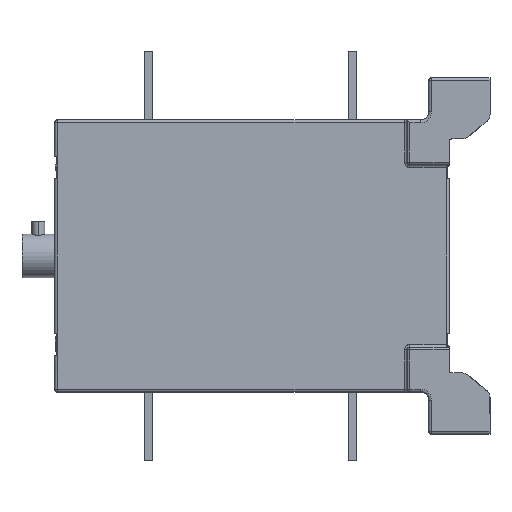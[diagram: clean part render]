
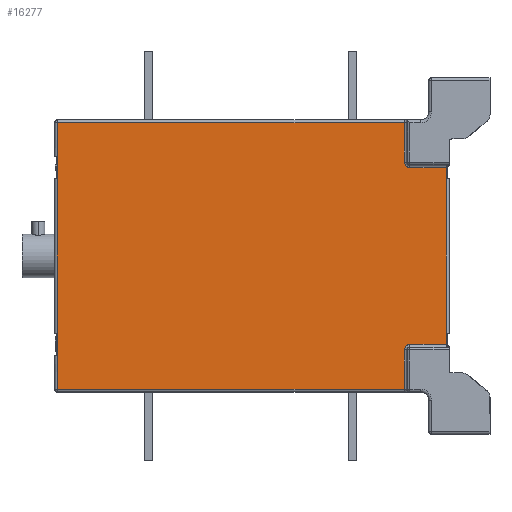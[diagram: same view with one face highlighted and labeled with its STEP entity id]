
A CAD part, left-side view. The second image highlights one B-rep face of the part: STEP entity #16277.
In plain terms, the highlighted planar face has unit normal (-1, 0, 0).
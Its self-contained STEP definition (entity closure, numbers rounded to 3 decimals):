
#222 = LINE ( 'NONE', #3261, #20619 ) ;
#532 = ORIENTED_EDGE ( 'NONE', *, *, #25918, .T. ) ;
#733 = DIRECTION ( 'NONE',  ( -1., 0., 0. ) ) ;
#767 = VERTEX_POINT ( 'NONE', #30094 ) ;
#1091 = EDGE_CURVE ( 'NONE', #29339, #8883, #23001, .T. ) ;
#1935 = ORIENTED_EDGE ( 'NONE', *, *, #4867, .T. ) ;
#2760 = ORIENTED_EDGE ( 'NONE', *, *, #1091, .T. ) ;
#3261 = CARTESIAN_POINT ( 'NONE',  ( -80., 15.5, 32.5 ) ) ;
#3997 = VECTOR ( 'NONE', #36808, 1000. ) ;
#4624 = CIRCLE ( 'NONE', #10710, 2. ) ;
#4867 = EDGE_CURVE ( 'NONE', #767, #34163, #33234, .T. ) ;
#7309 = EDGE_CURVE ( 'NONE', #39731, #14569, #40527, .T. ) ;
#7866 = VECTOR ( 'NONE', #8731, 1000. ) ;
#8531 = CARTESIAN_POINT ( 'NONE',  ( -80., 145., -49. ) ) ;
#8541 = CARTESIAN_POINT ( 'NONE',  ( -80., 144., 50. ) ) ;
#8731 = DIRECTION ( 'NONE',  ( 0., 0., 1. ) ) ;
#8883 = VERTEX_POINT ( 'NONE', #33869 ) ;
#10095 = DIRECTION ( 'NONE',  ( 1., 0., 0. ) ) ;
#10213 = CARTESIAN_POINT ( 'NONE',  ( -80., 1., 32.5 ) ) ;
#10312 = ORIENTED_EDGE ( 'NONE', *, *, #11959, .T. ) ;
#10710 = AXIS2_PLACEMENT_3D ( 'NONE', #19325, #733, #39384 ) ;
#10889 = CARTESIAN_POINT ( 'NONE',  ( -80., 144., -49. ) ) ;
#11177 = EDGE_CURVE ( 'NONE', #14569, #20972, #34422, .T. ) ;
#11663 = CARTESIAN_POINT ( 'NONE',  ( -80., 1., 49. ) ) ;
#11959 = EDGE_CURVE ( 'NONE', #21237, #29339, #19884, .T. ) ;
#12295 = CARTESIAN_POINT ( 'NONE',  ( -80., 14.5, 32.5 ) ) ;
#12818 = ORIENTED_EDGE ( 'NONE', *, *, #7309, .T. ) ;
#13909 = CARTESIAN_POINT ( 'NONE',  ( -80., 16.5, -49. ) ) ;
#14300 = CARTESIAN_POINT ( 'NONE',  ( -80., 145., 50. ) ) ;
#14436 = CARTESIAN_POINT ( 'NONE',  ( -80., 16.5, 49. ) ) ;
#14569 = VERTEX_POINT ( 'NONE', #13909 ) ;
#15182 = EDGE_CURVE ( 'NONE', #21237, #38633, #31723, .T. ) ;
#16277 = ADVANCED_FACE ( 'NONE', ( #30419 ), #22744, .F. ) ;
#16373 = DIRECTION ( 'NONE',  ( -1., 0., 0. ) ) ;
#16771 = CARTESIAN_POINT ( 'NONE',  ( -80., 14.5, -32.5 ) ) ;
#17606 = VECTOR ( 'NONE', #27288, 1000. ) ;
#17695 = VERTEX_POINT ( 'NONE', #16771 ) ;
#18065 = CARTESIAN_POINT ( 'NONE',  ( -80., 145., 49. ) ) ;
#18586 = ORIENTED_EDGE ( 'NONE', *, *, #15182, .F. ) ;
#19146 = CARTESIAN_POINT ( 'NONE',  ( -80., 16.5, -34.5 ) ) ;
#19325 = CARTESIAN_POINT ( 'NONE',  ( -80., 14.5, -34.5 ) ) ;
#19884 = LINE ( 'NONE', #14436, #3997 ) ;
#20032 = CARTESIAN_POINT ( 'NONE',  ( -80., 16.5, 34.5 ) ) ;
#20619 = VECTOR ( 'NONE', #25479, 1000. ) ;
#20972 = VERTEX_POINT ( 'NONE', #19146 ) ;
#21030 = LINE ( 'NONE', #22646, #28979 ) ;
#21032 = DIRECTION ( 'NONE',  ( 0., 0., -1. ) ) ;
#21237 = VERTEX_POINT ( 'NONE', #20032 ) ;
#21640 = EDGE_CURVE ( 'NONE', #17695, #767, #21030, .T. ) ;
#22218 = DIRECTION ( 'NONE',  ( 0., 0., -1. ) ) ;
#22646 = CARTESIAN_POINT ( 'NONE',  ( -80., 1., -32.5 ) ) ;
#22744 = PLANE ( 'NONE',  #37365 ) ;
#23001 = LINE ( 'NONE', #18065, #35946 ) ;
#23930 = ORIENTED_EDGE ( 'NONE', *, *, #11177, .T. ) ;
#24653 = ORIENTED_EDGE ( 'NONE', *, *, #24856, .T. ) ;
#24856 = EDGE_CURVE ( 'NONE', #8883, #39731, #36726, .T. ) ;
#25479 = DIRECTION ( 'NONE',  ( 0., 1., 0. ) ) ;
#25918 = EDGE_CURVE ( 'NONE', #34163, #38633, #222, .T. ) ;
#26303 = VECTOR ( 'NONE', #21032, 1000. ) ;
#26969 = EDGE_CURVE ( 'NONE', #17695, #20972, #4624, .T. ) ;
#27288 = DIRECTION ( 'NONE',  ( 0., -1., 0. ) ) ;
#28631 = CARTESIAN_POINT ( 'NONE',  ( -80., 14.5, 34.5 ) ) ;
#28979 = VECTOR ( 'NONE', #35301, 1000. ) ;
#29334 = EDGE_LOOP ( 'NONE', ( #18586, #10312, #2760, #24653, #12818, #23930, #30217, #38811, #1935, #532 ) ) ;
#29339 = VERTEX_POINT ( 'NONE', #32425 ) ;
#30007 = DIRECTION ( 'NONE',  ( 0., 0., -1. ) ) ;
#30094 = CARTESIAN_POINT ( 'NONE',  ( -80., 1., -32.5 ) ) ;
#30217 = ORIENTED_EDGE ( 'NONE', *, *, #26969, .F. ) ;
#30419 = FACE_OUTER_BOUND ( 'NONE', #29334, .T. ) ;
#31723 = CIRCLE ( 'NONE', #36279, 2. ) ;
#32417 = VECTOR ( 'NONE', #37607, 1000. ) ;
#32425 = CARTESIAN_POINT ( 'NONE',  ( -80., 16.5, 49. ) ) ;
#33234 = LINE ( 'NONE', #11663, #7866 ) ;
#33869 = CARTESIAN_POINT ( 'NONE',  ( -80., 144., 49. ) ) ;
#34163 = VERTEX_POINT ( 'NONE', #10213 ) ;
#34420 = CARTESIAN_POINT ( 'NONE',  ( -80., 16.5, -33.5 ) ) ;
#34422 = LINE ( 'NONE', #34420, #32417 ) ;
#35301 = DIRECTION ( 'NONE',  ( 0., -1., 0. ) ) ;
#35946 = VECTOR ( 'NONE', #40226, 1000. ) ;
#36279 = AXIS2_PLACEMENT_3D ( 'NONE', #28631, #16373, #22218 ) ;
#36726 = LINE ( 'NONE', #8541, #26303 ) ;
#36808 = DIRECTION ( 'NONE',  ( 0., 0., 1. ) ) ;
#37365 = AXIS2_PLACEMENT_3D ( 'NONE', #14300, #10095, #30007 ) ;
#37607 = DIRECTION ( 'NONE',  ( 0., 0., 1. ) ) ;
#38633 = VERTEX_POINT ( 'NONE', #12295 ) ;
#38811 = ORIENTED_EDGE ( 'NONE', *, *, #21640, .T. ) ;
#39384 = DIRECTION ( 'NONE',  ( 0., 0., -1. ) ) ;
#39731 = VERTEX_POINT ( 'NONE', #10889 ) ;
#40226 = DIRECTION ( 'NONE',  ( 0., 1., 0. ) ) ;
#40527 = LINE ( 'NONE', #8531, #17606 ) ;
